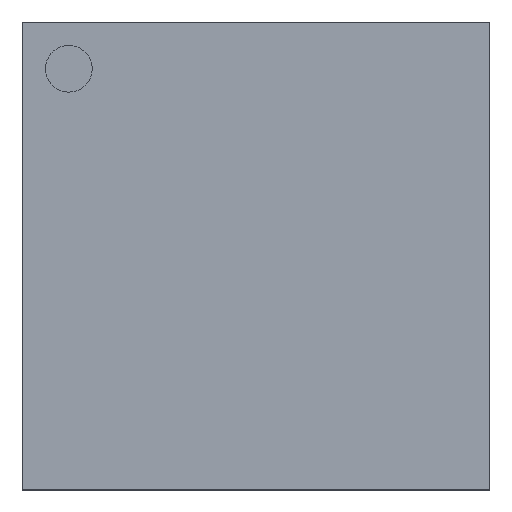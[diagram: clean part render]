
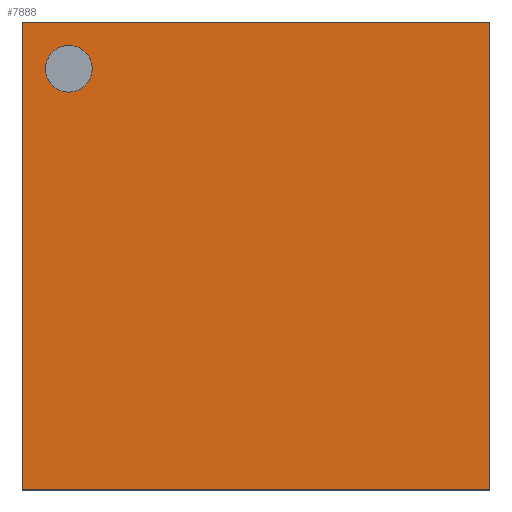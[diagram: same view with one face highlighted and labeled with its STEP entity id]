
A CAD part, top view. The second image highlights one B-rep face of the part: STEP entity #7888.
In plain terms, the highlighted planar face has unit normal (0, 0, 1).
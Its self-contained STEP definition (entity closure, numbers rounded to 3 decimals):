
#7723=CARTESIAN_POINT('',(-1.75,2.0,1.15));
#7724=VERTEX_POINT('',#7723);
#7733=CARTESIAN_POINT('',(-2.25,2.0,1.15));
#7734=VERTEX_POINT('',#7733);
#7735=CARTESIAN_POINT('',(-2.,2.0,1.15));
#7736=DIRECTION('',(0.0,0.0,-1.0));
#7737=DIRECTION('',(1.0,0.0,0.0));
#7738=AXIS2_PLACEMENT_3D('',#7735,#7736,#7737);
#7739=CIRCLE('',#7738,0.25);
#7740=EDGE_CURVE('',#7734,#7724,#7739,.T.);
#7765=CARTESIAN_POINT('',(-2.5,2.5,1.15));
#7766=VERTEX_POINT('',#7765);
#7767=CARTESIAN_POINT('',(2.5,2.5,1.15));
#7768=VERTEX_POINT('',#7767);
#7769=CARTESIAN_POINT('',(-2.5,2.5,1.15));
#7770=DIRECTION('',(1.0,0.0,0.0));
#7771=VECTOR('',#7770,5.0);
#7772=LINE('',#7769,#7771);
#7773=EDGE_CURVE('',#7766,#7768,#7772,.T.);
#7805=CARTESIAN_POINT('',(2.5,-2.5,1.15));
#7806=VERTEX_POINT('',#7805);
#7807=CARTESIAN_POINT('',(2.5,2.5,1.15));
#7808=DIRECTION('',(0.0,-1.0,0.0));
#7809=VECTOR('',#7808,5.0);
#7810=LINE('',#7807,#7809);
#7811=EDGE_CURVE('',#7768,#7806,#7810,.T.);
#7836=CARTESIAN_POINT('',(-2.5,-2.5,1.15));
#7837=VERTEX_POINT('',#7836);
#7838=CARTESIAN_POINT('',(-2.5,-2.5,1.15));
#7839=DIRECTION('',(0.0,1.0,0.0));
#7840=VECTOR('',#7839,5.0);
#7841=LINE('',#7838,#7840);
#7842=EDGE_CURVE('',#7837,#7766,#7841,.T.);
#7862=CARTESIAN_POINT('',(0.0,0.,1.15));
#7863=DIRECTION('',(0.0,0.0,1.0));
#7864=DIRECTION('',(1.0,0.0,0.0));
#7865=AXIS2_PLACEMENT_3D('',#7862,#7863,#7864);
#7866=PLANE('',#7865);
#7867=ORIENTED_EDGE('',*,*,#7773,.F.);
#7868=ORIENTED_EDGE('',*,*,#7842,.F.);
#7869=CARTESIAN_POINT('',(2.5,-2.5,1.15));
#7870=DIRECTION('',(-1.0,0.0,0.0));
#7871=VECTOR('',#7870,5.0);
#7872=LINE('',#7869,#7871);
#7873=EDGE_CURVE('',#7806,#7837,#7872,.T.);
#7874=ORIENTED_EDGE('',*,*,#7873,.F.);
#7875=ORIENTED_EDGE('',*,*,#7811,.F.);
#7876=EDGE_LOOP('',(#7867,#7868,#7874,#7875));
#7877=FACE_OUTER_BOUND('',#7876,.T.);
#7878=CARTESIAN_POINT('',(-2.,2.0,1.15));
#7879=DIRECTION('',(0.0,0.0,-1.0));
#7880=DIRECTION('',(1.0,0.0,0.0));
#7881=AXIS2_PLACEMENT_3D('',#7878,#7879,#7880);
#7882=CIRCLE('',#7881,0.25);
#7883=EDGE_CURVE('',#7724,#7734,#7882,.T.);
#7884=ORIENTED_EDGE('',*,*,#7883,.T.);
#7885=ORIENTED_EDGE('',*,*,#7740,.T.);
#7886=EDGE_LOOP('',(#7884,#7885));
#7887=FACE_BOUND('',#7886,.T.);
#7888=ADVANCED_FACE('',(#7877,#7887),#7866,.T.);
